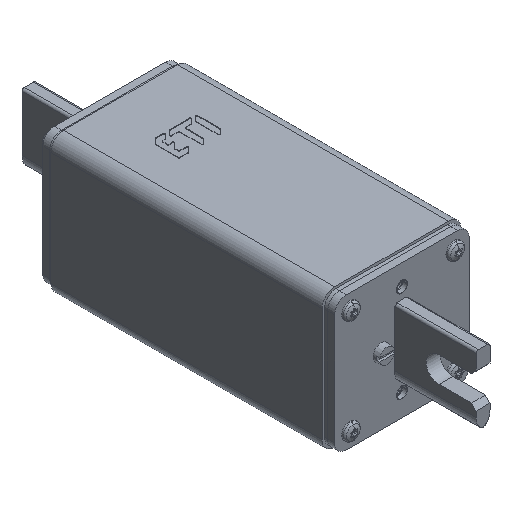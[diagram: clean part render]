
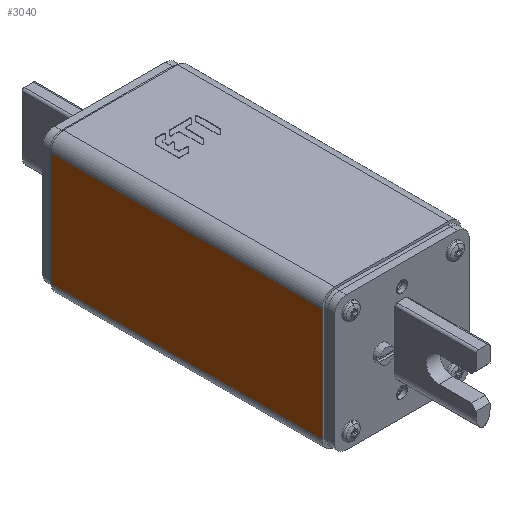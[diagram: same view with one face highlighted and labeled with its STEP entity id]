
A CAD part, isometric view. The second image highlights one B-rep face of the part: STEP entity #3040.
In plain terms, the highlighted face is planar.
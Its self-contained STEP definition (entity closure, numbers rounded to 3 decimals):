
#114=DIRECTION('',(-1.,0.,0.));
#115=VECTOR('',#114,117.);
#116=CARTESIAN_POINT('',(58.5,30.,-24.5));
#117=LINE('',#116,#115);
#129=DIRECTION('',(0.,0.,-1.));
#130=VECTOR('',#129,49.);
#131=CARTESIAN_POINT('',(-58.5,30.,24.5));
#132=LINE('',#131,#130);
#175=DIRECTION('',(0.,0.,-1.));
#176=VECTOR('',#175,49.);
#177=CARTESIAN_POINT('',(58.5,30.,24.5));
#178=LINE('',#177,#176);
#423=DIRECTION('',(1.,0.,0.));
#424=VECTOR('',#423,117.);
#425=CARTESIAN_POINT('',(-58.5,30.,24.5));
#426=LINE('',#425,#424);
#2573=CARTESIAN_POINT('',(58.5,30.,-24.5));
#2574=CARTESIAN_POINT('',(-58.5,30.,-24.5));
#2575=VERTEX_POINT('',#2573);
#2576=VERTEX_POINT('',#2574);
#2577=CARTESIAN_POINT('',(58.5,30.,24.5));
#2578=VERTEX_POINT('',#2577);
#2579=CARTESIAN_POINT('',(-58.5,30.,24.5));
#2580=VERTEX_POINT('',#2579);
#3026=CARTESIAN_POINT('',(58.5,30.,-30.));
#3027=DIRECTION('',(0.,1.,0.));
#3028=DIRECTION('',(-1.,0.,0.));
#3029=AXIS2_PLACEMENT_3D('',#3026,#3027,#3028);
#3030=PLANE('',#3029);
#3031=ORIENTED_EDGE('',*,*,#3016,.F.);
#3033=ORIENTED_EDGE('',*,*,#3032,.F.);
#3035=ORIENTED_EDGE('',*,*,#3034,.F.);
#3037=ORIENTED_EDGE('',*,*,#3036,.T.);
#3038=EDGE_LOOP('',(#3031,#3033,#3035,#3037));
#3039=FACE_OUTER_BOUND('',#3038,.F.);
#3016=EDGE_CURVE('',#2575,#2576,#117,.T.);
#3032=EDGE_CURVE('',#2578,#2575,#178,.T.);
#3034=EDGE_CURVE('',#2580,#2578,#426,.T.);
#3036=EDGE_CURVE('',#2580,#2576,#132,.T.);
#3040=ADVANCED_FACE('',(#3039),#3030,.T.);
